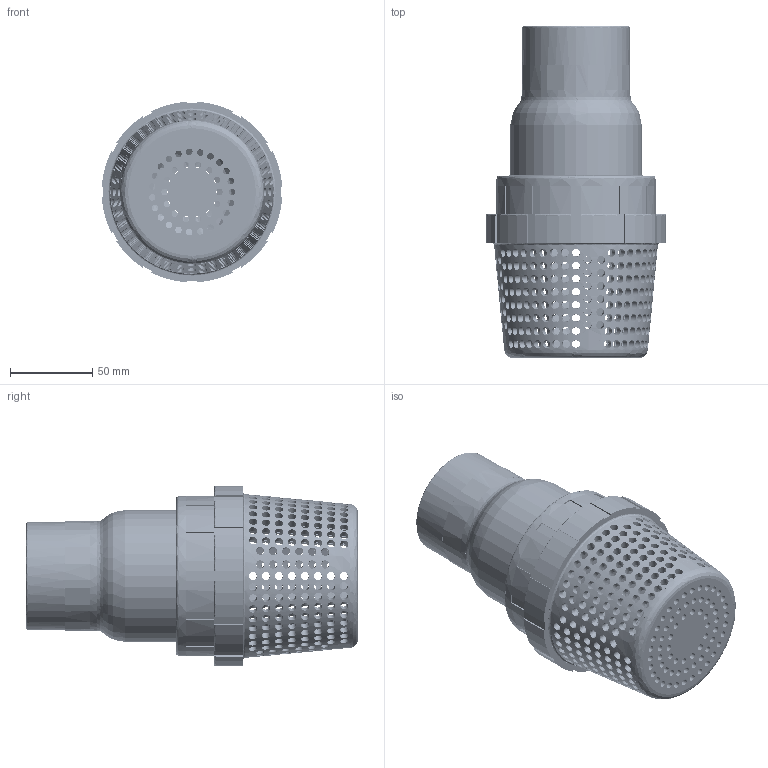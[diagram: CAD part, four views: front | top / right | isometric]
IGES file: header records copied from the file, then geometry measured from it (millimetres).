
Start section: SolidWorks IGES file using analytic representation for surfaces
Global section: file name: VP560N_30A.IGS; native system: SolidWorks 2017; preprocessor: SolidWorks 2017; author: D1712-001!; date: 200519.173006; units: millimetre
Bounding box: 109.85 x 202 x 109.85 mm (x, y, z)
Surface area: 134068.3 mm2 (no closed solid volume)
Topology: 0 solids, 0 shells, 1114 faces, 44325 edges, 44325 vertices
Faces by surface type: revolution 905, bspline 209
